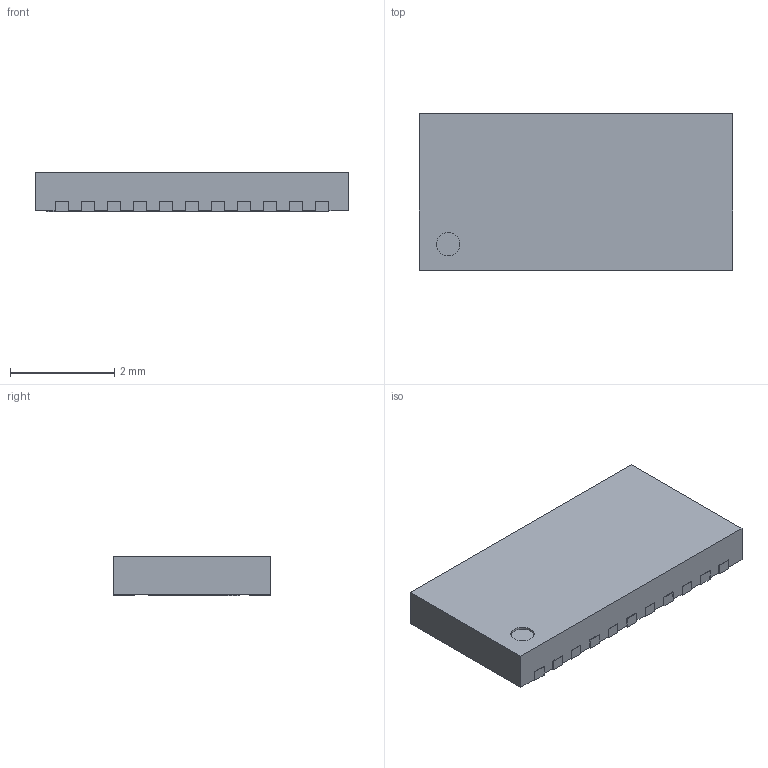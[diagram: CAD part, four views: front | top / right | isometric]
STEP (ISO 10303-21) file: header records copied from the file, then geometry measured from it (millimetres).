
FILE_DESCRIPTION(/* description */ ('Unknown'),/* implementation_level */ '2;1');
FILE_NAME(/* name */ 'LTC4090EDJC#PBF',/* time_stamp */ '2025-09-26T13:14:58+02:00',/* author */ ('Unknown'),/* organization */ ('Unknown'),/* preprocessor_version */ 'ST-DEVELOPER v20',/* originating_system */ 'Solid Edge',/* authorisation */ 'Unknown');
FILE_SCHEMA (('AUTOMOTIVE_DESIGN {1 0 10303 214 3 1 1}'));
Length unit declared in the file: millimetre
Products named in the file (1): LTC4090EDJC#PBF
Bounding box: 6 x 3.02 x 0.75 mm (x, y, z)
Volume: 13.4 mm3; surface area: 50.2 mm2
Topology: 1 solids, 1 shells, 211 faces, 621 edges, 414 vertices
Faces by surface type: plane 152, cylinder 59
Full cylindrical faces by diameter (mm): 0.45 x1
Entity records: 8489 total; most frequent: CARTESIAN_POINT 1246, ORIENTED_EDGE 1240, DIRECTION 1162, EDGE_CURVE 620, LINE 502, VECTOR 502, VERTEX_POINT 414, AXIS2_PLACEMENT_3D 330
